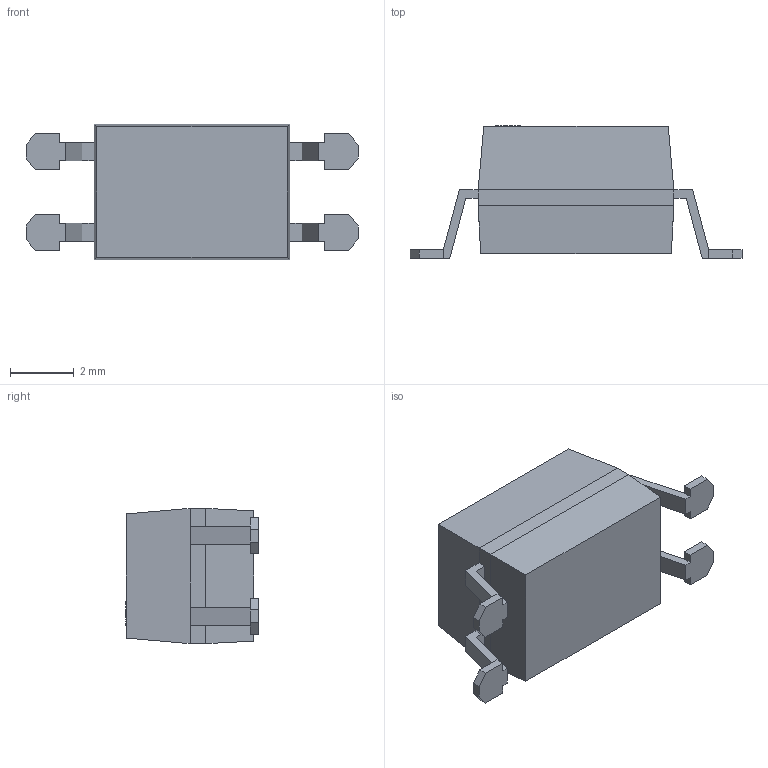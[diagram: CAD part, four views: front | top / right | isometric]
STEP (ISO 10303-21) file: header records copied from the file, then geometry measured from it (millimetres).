
FILE_DESCRIPTION (( 'STEP AP214' ), '1' );
FILE_NAME ('4-DIP SMD.STEP', '2015-03-20T21:18:06', ( '' ), ( '' ), 'SwSTEP 2.0', 'SolidWorks 2014', '' );
FILE_SCHEMA (( 'AUTOMOTIVE_DESIGN' ));
Length unit declared in the file: inch
Products named in the file (1): 4-DIP SMD
Bounding box: 10.45 x 4.18 x 4.26 mm (x, y, z)
Volume: 102.8 mm3; surface area: 158.1 mm2
Topology: 2 solids, 2 shells, 78 faces, 197 edges, 124 vertices
Faces by surface type: plane 76, cylinder 2
Entity records: 3152 total; most frequent: CARTESIAN_POINT 400, ORIENTED_EDGE 394, DIRECTION 359, EDGE_CURVE 197, LINE 193, VECTOR 193, VERTEX_POINT 124, AXIS2_PLACEMENT_3D 83
